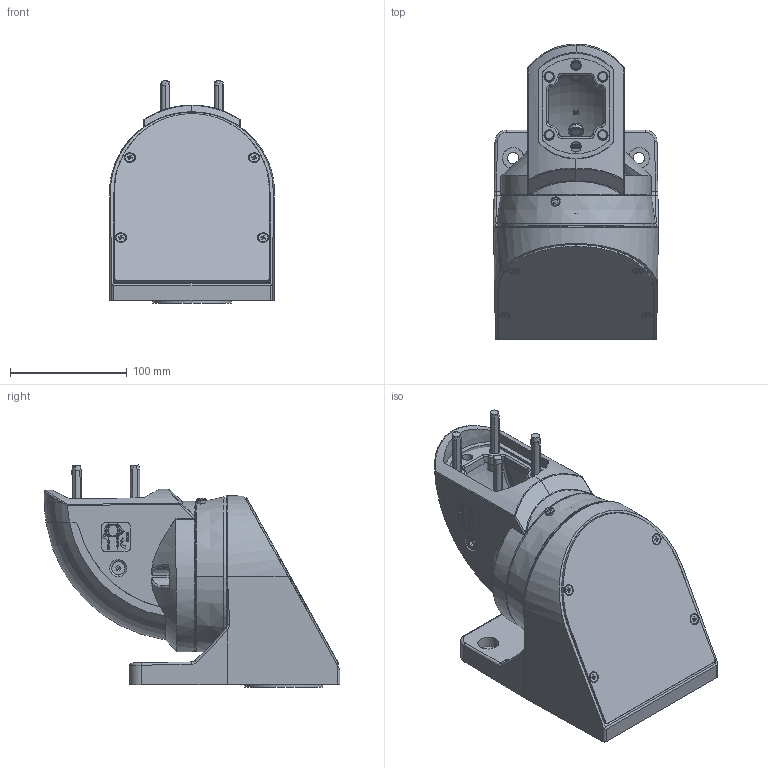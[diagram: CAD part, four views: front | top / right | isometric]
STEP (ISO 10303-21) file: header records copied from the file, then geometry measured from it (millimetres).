
FILE_DESCRIPTION (( 'STEP AP214' ), '1' );
FILE_NAME ('49477000.STEP', '2016-09-14T06:00:47', ( '' ), ( '' ), 'SwSTEP 2.0', 'SolidWorks 2015', '' );
FILE_SCHEMA (( 'AUTOMOTIVE_DESIGN' ));
Length unit declared in the file: millimetre
Products named in the file (30): 52312; 41778; 92447; 41779; 82400; 84342; 93152; 84343; 82398; 12807; 82402; 12813; 92081; 97050; 49477000; 93168; 93407; 93235; 51861; 82401; 95963; 92446; 83019; 12812_mit Bearbeitung; 99953; 93659; 99952; 84046; 96286; 93672
Assembly tree (59 placements, depth 3):
  92447
  49477000
    12813
    12807
    84343
    84342
    41779
    41778
    93672  x16
    84046
    93659
    12812_mit Bearbeitung
    83019  x8
    92446
    51861
      95963
      82401
    93235  x4
    93407  x2
    93168
    97050
    92081
    82402
    52312
      82398
      83019  x4
      93152  x4
      82400
      93168
  99953
  99952
  96286
Bounding box: 141.5 x 253.55 x 190.42 mm (x, y, z)
Volume: 1411612.4 mm3; surface area: 471348.6 mm2
Topology: 57 solids, 57 shells, 4630 faces, 11257 edges, 6873 vertices
Faces by surface type: plane 1970, cylinder 969, bspline 938, cone 457, torus 290, sphere 6
Entity records: 182197 total; most frequent: CARTESIAN_POINT 93823, ORIENTED_EDGE 19372, DIRECTION 15164, EDGE_CURVE 9686, VERTEX_POINT 6024, AXIS2_PLACEMENT_3D 5214, LINE 4736, VECTOR 4736
